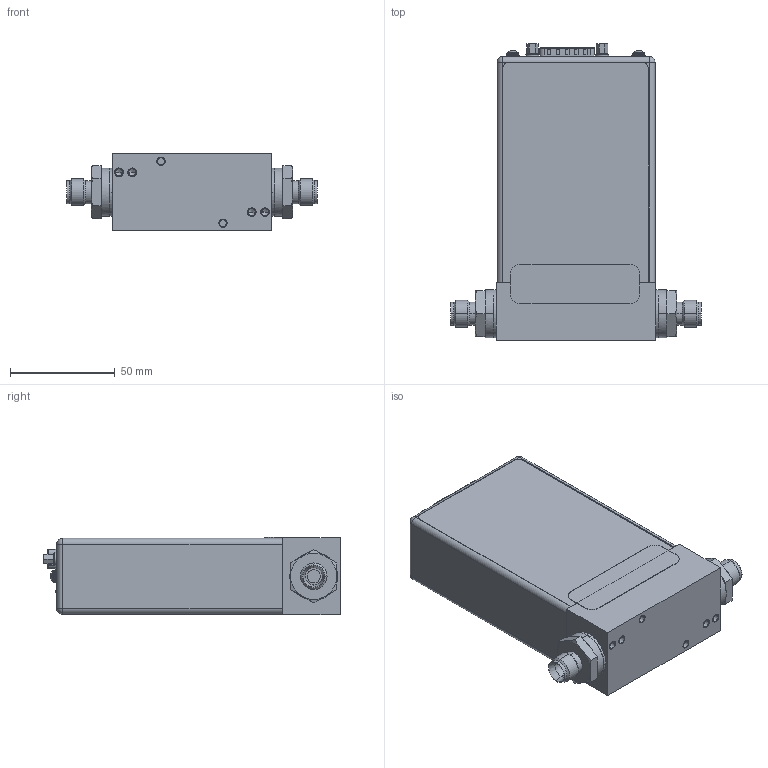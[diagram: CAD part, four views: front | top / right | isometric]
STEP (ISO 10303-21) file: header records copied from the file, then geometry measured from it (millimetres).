
FILE_DESCRIPTION((''),'2;1');
FILE_NAME('GM100A_4-20MA_4VCR_ASM','2016-09-02T',('cockrofm'),(''),'PRO/ENGINEER BY PARAMETRIC TECHNOLOGY CORPORATION, 2016100','PRO/ENGINEER BY PARAMETRIC TECHNOLOGY CORPORATION, 2016100','');
FILE_SCHEMA(('CONFIG_CONTROL_DESIGN'));
Length unit declared in the file: inch
Products named in the file (28): 1052409_FLOWBODY_1; 1053221-001_P9_ARMATURE_ASSEMBL; 1053221-001_P9_ARMATURE_REV3_AS_ASM; 185-3740_1; 1016309-003_1; 1011702-002_4-40_PAN-HD-SEMS_1; 1042639-001_FRT_1; 1049011_REAR_LABEL_1; 1046482-001_1; 1046041_PWB_1; 1003544_LED_1; 1007235_CONN_RJ45_1; 072-8551_MJTP1236_1; 110-0883_10-PIN_HEADER_1; 1046042-004_ASM_1_ASM_ASM; 1046463_PWB_BOARD_1; SQT-PIN_1; SQT-CASE_AF4_1; SQT-125-01-X-S-RA_ANY_ASM_AF0_A_ASM; SQT-110-01-RA_ASM_1_ASM_ASM; 171-015-113_1; 1046464_CCA_ASSY_ASM_2_ASM_ASM; 1049000_LABEL_TOP_4-20_1; 122676_1; 1054200_100SLM_4-20_1-2_TUBE_AS_ASM; GM100A_4-20MA_1-2_TUBE_ASM_ASM; 1064141_FITTING_8MM_TUBE; GM100A_4-20MA_4VCR_ASM
Assembly tree (40 placements, depth 7):
  GM100A_4-20MA_4VCR_ASM
    GM100A_4-20MA_1-2_TUBE_ASM_ASM
      1054200_100SLM_4-20_1-2_TUBE_AS_ASM
        1052409_FLOWBODY_1
        1053221-001_P9_ARMATURE_REV3_AS_ASM
          1053221-001_P9_ARMATURE_ASSEMBL
        185-3740_1  x2
        1016309-003_1  x2
        1011702-002_4-40_PAN-HD-SEMS_1  x2
        1042639-001_FRT_1
        1049011_REAR_LABEL_1
        1046482-001_1
        1046042-004_ASM_1_ASM_ASM
          1046041_PWB_1
          1003544_LED_1
          1007235_CONN_RJ45_1
          072-8551_MJTP1236_1
          110-0883_10-PIN_HEADER_1
        1046464_CCA_ASSY_ASM_2_ASM_ASM
          1046463_PWB_BOARD_1
          SQT-110-01-RA_ASM_1_ASM_ASM
            SQT-125-01-X-S-RA_ANY_ASM_AF0_A_ASM
              SQT-PIN_1  x10
              SQT-CASE_AF4_1
          171-015-113_1
        1049000_LABEL_TOP_4-20_1
        122676_1
    1064141_FITTING_8MM_TUBE  x2
Bounding box: 119.99 x 141.83 x 37.08 mm (x, y, z)
Volume: 113207.2 mm3; surface area: 128373.8 mm2
Topology: 32 solids, 46 shells, 2243 faces, 5780 edges, 3716 vertices
Faces by surface type: plane 1514, cylinder 535, cone 72, extrusion 72, torus 31, sphere 14, bspline 5
Entity records: 53545 total; most frequent: CARTESIAN_POINT 10965, DIRECTION 8628, ORIENTED_EDGE 8582, EDGE_CURVE 4317, VECTOR 3354, LINE 3302, VERTEX_POINT 2783, AXIS2_PLACEMENT_3D 2637
